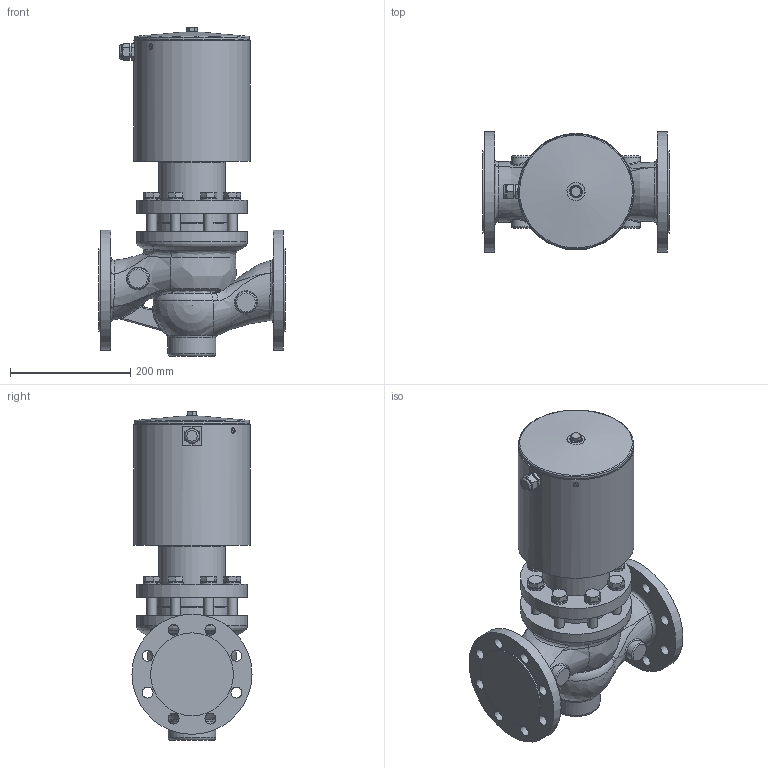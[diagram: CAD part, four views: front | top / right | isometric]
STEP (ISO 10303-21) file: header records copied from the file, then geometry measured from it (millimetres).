
FILE_DESCRIPTION((''),'2;1');
FILE_NAME('4-EVSA 30NH-4.stp','2009-11-10T07:48:23',('hb'),(''),'Autodesk Inventor 2008','Autodesk Inventor 2008','');
FILE_SCHEMA(('AUTOMOTIVE_DESIGN { 1 0 10303 214 1 1 1 1 }'));
Length unit declared in the file: millimetre
Products named in the file (1): 4-EVSA 30NH-4
Bounding box: 310 x 200 x 547.45 mm (x, y, z)
Volume: 12992898.6 mm3; surface area: 610926.5 mm2
Topology: 1 solids, 1 shells, 427 faces, 1042 edges, 647 vertices
Faces by surface type: plane 172, bspline 105, cylinder 75, cone 62, torus 12, sphere 1
Full cylindrical faces by diameter (mm): 14.63 x1, 16 x16, 18 x8, 20 x1, 22.49 x8, 23.713 x1, 35 x4, 80 x1, 93 x1, 110.5 x1, 111.5 x1, 120 x1, 121 x1, 138 x2, 185 x2, 189 x1, 193.7 x1, 200 x2
Entity records: 25144 total; most frequent: CARTESIAN_POINT 16194, ORIENTED_EDGE 1770, DIRECTION 1624, EDGE_CURVE 885, AXIS2_PLACEMENT_3D 697, EDGE_LOOP 620, VERTEX_POINT 587, FACE_OUTER_BOUND 427
